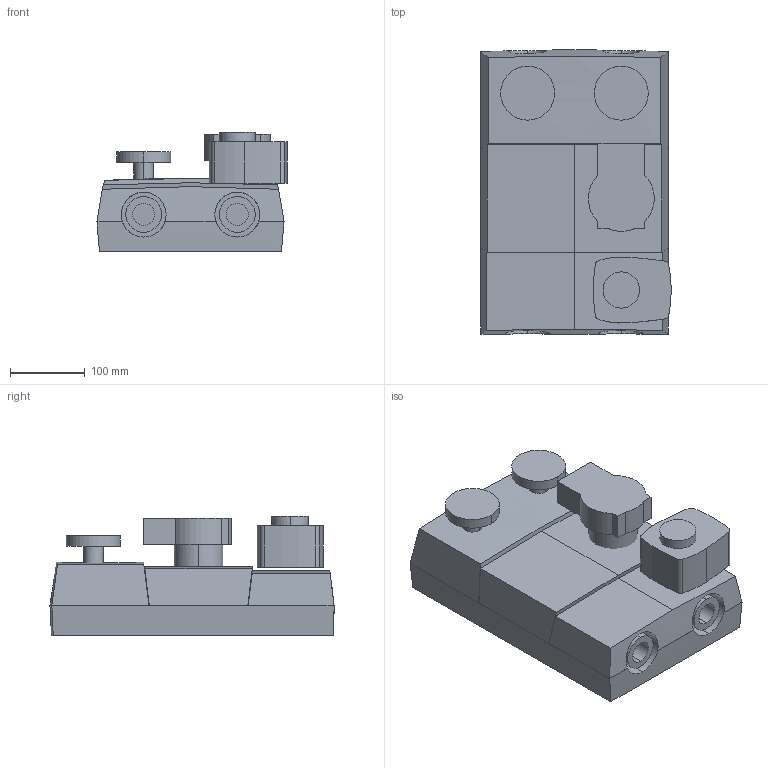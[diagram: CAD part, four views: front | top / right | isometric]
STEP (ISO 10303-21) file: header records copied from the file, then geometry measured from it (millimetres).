
FILE_DESCRIPTION (( 'STEP AP214' ), '1' );
FILE_NAME ('61042200, 61042600, 61044200, 61044600 GRA, GRC DN32 W.STEP', '2023-01-05T09:42:26', ( '' ), ( '' ), 'SwSTEP 2.0', 'SolidWorks 2021', '' );
FILE_SCHEMA (( 'AUTOMOTIVE_DESIGN' ));
Length unit declared in the file: millimetre
Products named in the file (1): 61042200, 61042600, 61044200, 61044600 GRA, GRC DN32 W
Bounding box: 254.1 x 379.43 x 159.75 mm (x, y, z)
Volume: 9261821.3 mm3; surface area: 518721.5 mm2
Topology: 6 solids, 6 shells, 160 faces, 410 edges, 270 vertices
Faces by surface type: cylinder 90, plane 68, torus 2
Entity records: 6213 total; most frequent: CARTESIAN_POINT 1659, DIRECTION 838, ORIENTED_EDGE 820, EDGE_CURVE 410, AXIS2_PLACEMENT_3D 315, VERTEX_POINT 270, VECTOR 208, LINE 208
